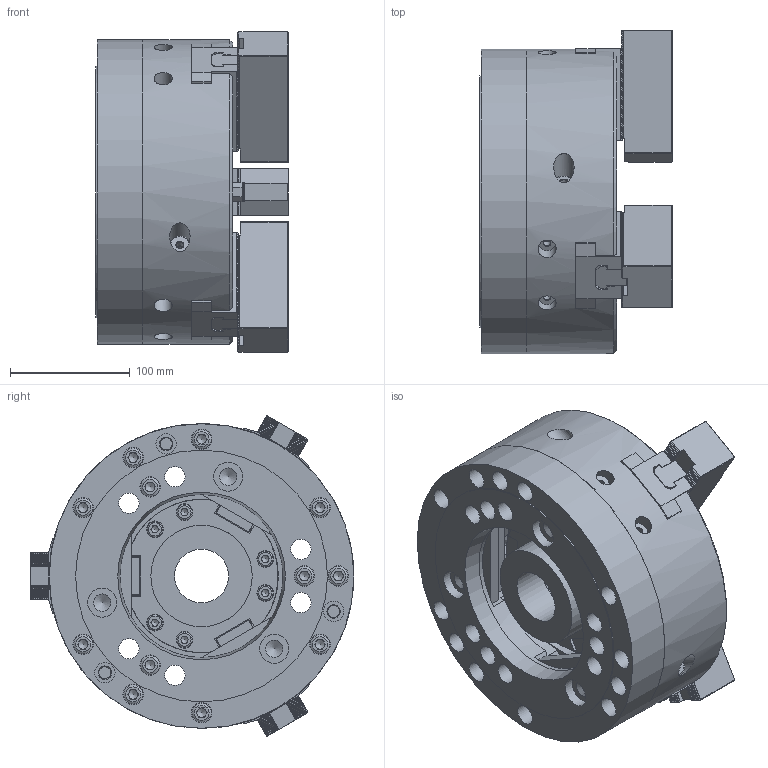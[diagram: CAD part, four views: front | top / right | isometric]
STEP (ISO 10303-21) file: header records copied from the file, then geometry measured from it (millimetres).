
FILE_DESCRIPTION(/* description */ ('Unknown'),/* implementation_level */ '2;1');
FILE_NAME(/* name */ 'HOH-10K-Solid',/* time_stamp */ '2019-08-14T14:49:44+01:00',/* author */ ('Unknown'),/* organization */ ('Unknown'),/* preprocessor_version */ 'ST-DEVELOPER v16.7',/* originating_system */ 'DEX',/* authorisation */ $);
FILE_SCHEMA (('AUTOMOTIVE_DESIGN {1 0 10303 214 3 1 1}'));
Products named in the file (1): HOH-10K_ASSY
Bounding box: 160.2 x 269.94 x 266.98 mm (x, y, z)
Volume: 4911349 mm3; surface area: 884346.4 mm2
Topology: 51 solids, 51 shells, 3641 faces, 9932 edges, 6507 vertices
Faces by surface type: plane 3054, cylinder 356, cone 216, sphere 9, torus 6
Full cylindrical faces by diameter (mm): 3 x3, 4 x6, 5 x13, 6 x16, 6.1 x6, 6.4 x3, 6.6 x3, 6.8 x6, 8 x15, 8.5 x12, 9 x6, 10 x30, 11 x15, 12 x12, 13 x12, 14 x6, 15 x6, 15.5 x3, 15.7 x3, 16 x27, 17 x30, 18 x6, 19 x6, 24 x3, 24.2 x3, 25 x6, 28 x3, 45 x1, 65 x2, 70 x2
Entity records: 111002 total; most frequent: CARTESIAN_POINT 20200, ORIENTED_EDGE 18578, DIRECTION 17617, EDGE_CURVE 9289, LINE 8089, VECTOR 8089, VERTEX_POINT 6423, AXIS2_PLACEMENT_3D 4764
